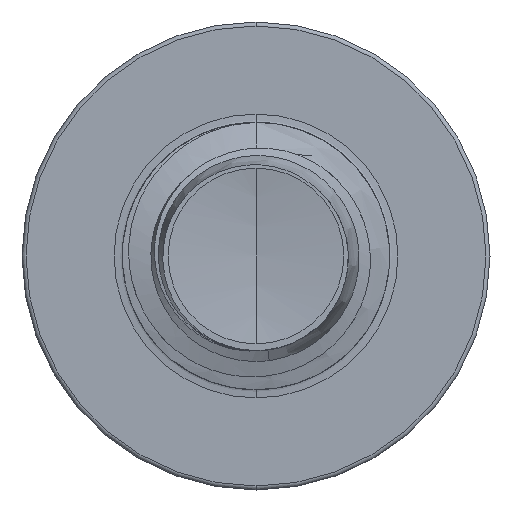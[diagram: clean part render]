
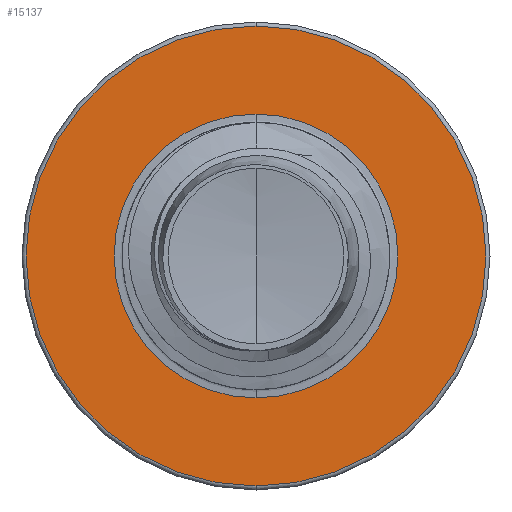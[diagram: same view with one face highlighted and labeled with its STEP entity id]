
A CAD part, front view. The second image highlights one B-rep face of the part: STEP entity #15137.
In plain terms, the highlighted planar face has unit normal (0, -1, 0).
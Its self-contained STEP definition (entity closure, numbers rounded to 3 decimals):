
#220 = EDGE_CURVE ( 'NONE', #1595, #15465, #10677, .T. ) ;
#1595 = VERTEX_POINT ( 'NONE', #21391 ) ;
#2329 = ORIENTED_EDGE ( 'NONE', *, *, #23486, .F. ) ;
#3020 = CARTESIAN_POINT ( 'NONE',  ( 0., 20., 0. ) ) ;
#3090 = DIRECTION ( 'NONE',  ( 0., 0., 1. ) ) ;
#3895 = AXIS2_PLACEMENT_3D ( 'NONE', #14380, #32935, #17089 ) ;
#4266 = AXIS2_PLACEMENT_3D ( 'NONE', #33157, #32556, #3090 ) ;
#5148 = VERTEX_POINT ( 'NONE', #5338 ) ;
#5168 = VERTEX_POINT ( 'NONE', #26992 ) ;
#5338 = CARTESIAN_POINT ( 'NONE',  ( 0., 20., -5.16 ) ) ;
#5855 = DIRECTION ( 'NONE',  ( 0., 0., 1. ) ) ;
#6647 = CIRCLE ( 'NONE', #3895, 5.16 ) ;
#6993 = DIRECTION ( 'NONE',  ( 0., 1., 0. ) ) ;
#7519 = CIRCLE ( 'NONE', #31744, 3.186 ) ;
#8897 = EDGE_LOOP ( 'NONE', ( #14334, #2329 ) ) ;
#9308 = CARTESIAN_POINT ( 'NONE',  ( 0., 20., 3.186 ) ) ;
#9526 = ORIENTED_EDGE ( 'NONE', *, *, #220, .T. ) ;
#9976 = AXIS2_PLACEMENT_3D ( 'NONE', #22720, #30616, #14757 ) ;
#10677 = CIRCLE ( 'NONE', #4266, 3.186 ) ;
#11652 = AXIS2_PLACEMENT_3D ( 'NONE', #23282, #6993, #25914 ) ;
#14334 = ORIENTED_EDGE ( 'NONE', *, *, #25634, .F. ) ;
#14380 = CARTESIAN_POINT ( 'NONE',  ( 0., 20., 0. ) ) ;
#14646 = PLANE ( 'NONE',  #9976 ) ;
#14757 = DIRECTION ( 'NONE',  ( 0., 0., 1. ) ) ;
#15137 = ADVANCED_FACE ( 'NONE', ( #33202, #19175 ), #14646, .F. ) ;
#15465 = VERTEX_POINT ( 'NONE', #9308 ) ;
#17089 = DIRECTION ( 'NONE',  ( 0., 0., 1. ) ) ;
#19175 = FACE_BOUND ( 'NONE', #23045, .T. ) ;
#19764 = ORIENTED_EDGE ( 'NONE', *, *, #25237, .T. ) ;
#21391 = CARTESIAN_POINT ( 'NONE',  ( 0., 20., -3.186 ) ) ;
#22246 = DIRECTION ( 'NONE',  ( 0., 1., 0. ) ) ;
#22720 = CARTESIAN_POINT ( 'NONE',  ( 0., 20., -3.186 ) ) ;
#23045 = EDGE_LOOP ( 'NONE', ( #19764, #9526 ) ) ;
#23282 = CARTESIAN_POINT ( 'NONE',  ( 0., 20., 0. ) ) ;
#23486 = EDGE_CURVE ( 'NONE', #5148, #5168, #25313, .T. ) ;
#25237 = EDGE_CURVE ( 'NONE', #15465, #1595, #7519, .T. ) ;
#25313 = CIRCLE ( 'NONE', #11652, 5.16 ) ;
#25634 = EDGE_CURVE ( 'NONE', #5168, #5148, #6647, .T. ) ;
#25914 = DIRECTION ( 'NONE',  ( 0., 0., 1. ) ) ;
#26992 = CARTESIAN_POINT ( 'NONE',  ( 0., 20., 5.16 ) ) ;
#30616 = DIRECTION ( 'NONE',  ( 0., 1., 0. ) ) ;
#31744 = AXIS2_PLACEMENT_3D ( 'NONE', #3020, #22246, #5855 ) ;
#32556 = DIRECTION ( 'NONE',  ( 0., 1., 0. ) ) ;
#32935 = DIRECTION ( 'NONE',  ( 0., 1., 0. ) ) ;
#33157 = CARTESIAN_POINT ( 'NONE',  ( 0., 20., 0. ) ) ;
#33202 = FACE_OUTER_BOUND ( 'NONE', #8897, .T. ) ;
